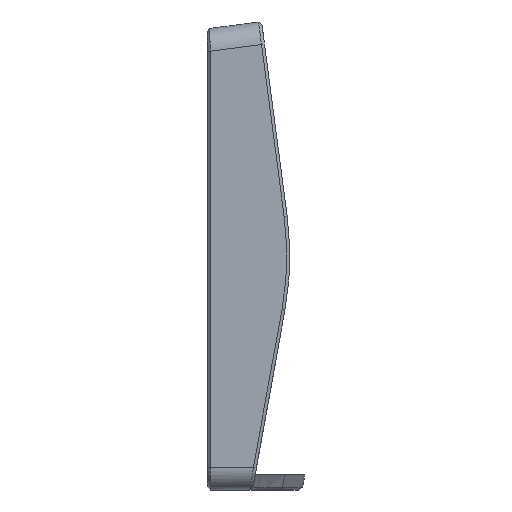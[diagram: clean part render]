
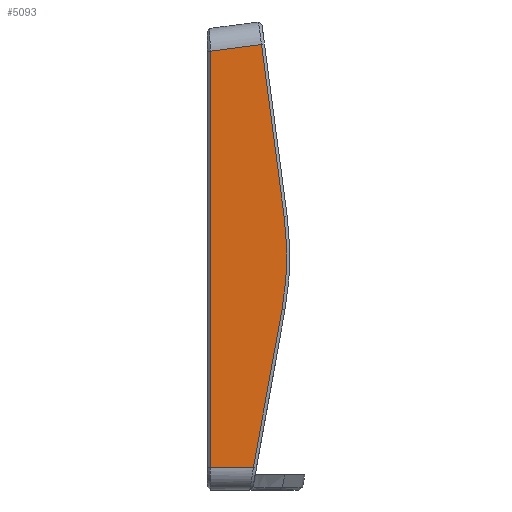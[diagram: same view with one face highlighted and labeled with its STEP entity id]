
A CAD part, left-side view. The second image highlights one B-rep face of the part: STEP entity #5093.
In plain terms, the highlighted planar face has unit normal (-1, 0, 0).
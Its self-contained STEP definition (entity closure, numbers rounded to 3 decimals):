
#182 = DIRECTION ( 'NONE',  ( 0., 0., -1. ) ) ;
#260 = CARTESIAN_POINT ( 'NONE',  ( -162.5, -1., -70. ) ) ;
#361 = LINE ( 'NONE', #8807, #10492 ) ;
#522 = DIRECTION ( 'NONE',  ( 0., -0.178, 0.984 ) ) ;
#556 = ORIENTED_EDGE ( 'NONE', *, *, #9574, .T. ) ;
#817 = LINE ( 'NONE', #8373, #3165 ) ;
#848 = CIRCLE ( 'NONE', #3672, 99. ) ;
#1210 = CARTESIAN_POINT ( 'NONE',  ( -162.5, -55., -70. ) ) ;
#1334 = VERTEX_POINT ( 'NONE', #8445 ) ;
#1697 = EDGE_CURVE ( 'NONE', #8884, #1334, #848, .T. ) ;
#2116 = ORIENTED_EDGE ( 'NONE', *, *, #6015, .T. ) ;
#2368 = VERTEX_POINT ( 'NONE', #10461 ) ;
#2612 = EDGE_CURVE ( 'NONE', #1334, #2368, #817, .T. ) ;
#2904 = DIRECTION ( 'NONE',  ( 0., 0., -1. ) ) ;
#3165 = VECTOR ( 'NONE', #8433, 1000. ) ;
#3272 = VERTEX_POINT ( 'NONE', #260 ) ;
#3606 = DIRECTION ( 'NONE',  ( 0., 0., -1. ) ) ;
#3672 = AXIS2_PLACEMENT_3D ( 'NONE', #7986, #8912, #2904 ) ;
#3946 = LINE ( 'NONE', #5001, #9556 ) ;
#4201 = EDGE_LOOP ( 'NONE', ( #10156, #2116, #7655, #8162, #556, #6256 ) ) ;
#4258 = CARTESIAN_POINT ( 'NONE',  ( -162.5, -24.774, -17.72 ) ) ;
#4331 = PLANE ( 'NONE',  #4869 ) ;
#4869 = AXIS2_PLACEMENT_3D ( 'NONE', #5158, #7688, #182 ) ;
#5001 = CARTESIAN_POINT ( 'NONE',  ( -162.5, -55.349, 74.852 ) ) ;
#5093 = ADVANCED_FACE ( 'NONE', ( #6701 ), #4331, .F. ) ;
#5158 = CARTESIAN_POINT ( 'NONE',  ( -162.5, -55., 77.5 ) ) ;
#5202 = VERTEX_POINT ( 'NONE', #8408 ) ;
#6015 = EDGE_CURVE ( 'NONE', #5202, #8884, #361, .T. ) ;
#6256 = ORIENTED_EDGE ( 'NONE', *, *, #6342, .T. ) ;
#6342 = EDGE_CURVE ( 'NONE', #10862, #3272, #6865, .T. ) ;
#6701 = FACE_OUTER_BOUND ( 'NONE', #4201, .T. ) ;
#6809 = CARTESIAN_POINT ( 'NONE',  ( -162.5, -1., 77.5 ) ) ;
#6865 = LINE ( 'NONE', #6809, #10501 ) ;
#7502 = CARTESIAN_POINT ( 'NONE',  ( -162.5, -1., 67.697 ) ) ;
#7655 = ORIENTED_EDGE ( 'NONE', *, *, #1697, .T. ) ;
#7688 = DIRECTION ( 'NONE',  ( 1., 0., 0. ) ) ;
#7986 = CARTESIAN_POINT ( 'NONE',  ( -162.5, 72.646, -0.103 ) ) ;
#8129 = EDGE_CURVE ( 'NONE', #3272, #5202, #10454, .T. ) ;
#8162 = ORIENTED_EDGE ( 'NONE', *, *, #2612, .T. ) ;
#8373 = CARTESIAN_POINT ( 'NONE',  ( -162.5, -17.988, 69.934 ) ) ;
#8408 = CARTESIAN_POINT ( 'NONE',  ( -162.5, -15.32, -70. ) ) ;
#8433 = DIRECTION ( 'NONE',  ( 0., 0.131, 0.991 ) ) ;
#8445 = CARTESIAN_POINT ( 'NONE',  ( -162.5, -25.507, 12.819 ) ) ;
#8807 = CARTESIAN_POINT ( 'NONE',  ( -162.5, -42.404, 79.778 ) ) ;
#8884 = VERTEX_POINT ( 'NONE', #4258 ) ;
#8912 = DIRECTION ( 'NONE',  ( -1., 0., 0. ) ) ;
#8922 = DIRECTION ( 'NONE',  ( 0., -1., 0. ) ) ;
#9556 = VECTOR ( 'NONE', #10877, 1000. ) ;
#9574 = EDGE_CURVE ( 'NONE', #2368, #10862, #3946, .T. ) ;
#9966 = VECTOR ( 'NONE', #8922, 1000. ) ;
#10156 = ORIENTED_EDGE ( 'NONE', *, *, #8129, .T. ) ;
#10454 = LINE ( 'NONE', #1210, #9966 ) ;
#10461 = CARTESIAN_POINT ( 'NONE',  ( -162.5, -17.988, 69.934 ) ) ;
#10492 = VECTOR ( 'NONE', #522, 1000. ) ;
#10501 = VECTOR ( 'NONE', #3606, 1000. ) ;
#10862 = VERTEX_POINT ( 'NONE', #7502 ) ;
#10877 = DIRECTION ( 'NONE',  ( 0., 0.991, -0.131 ) ) ;
